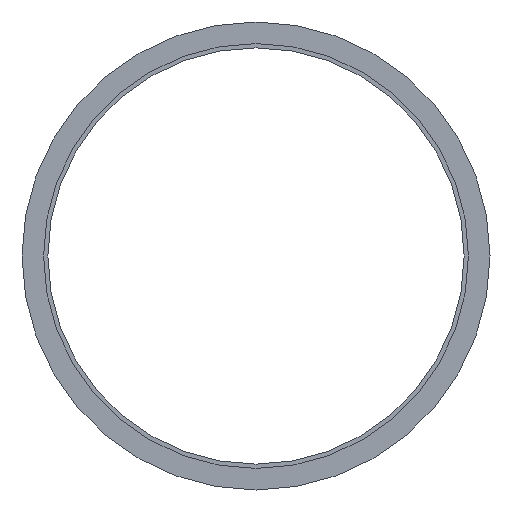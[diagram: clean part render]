
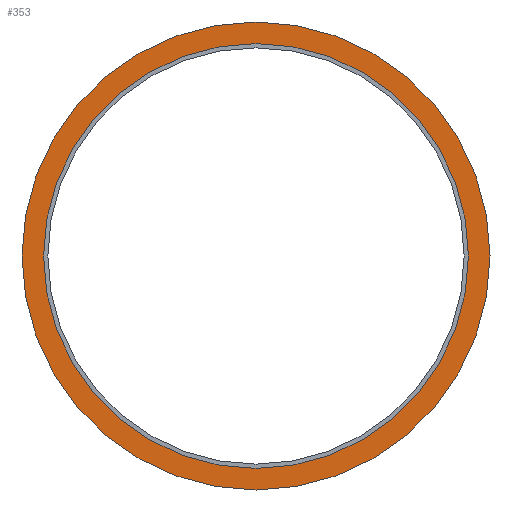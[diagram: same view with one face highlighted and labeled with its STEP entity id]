
A CAD part, front view. The second image highlights one B-rep face of the part: STEP entity #353.
In plain terms, the highlighted planar face has unit normal (0, -1, 0).
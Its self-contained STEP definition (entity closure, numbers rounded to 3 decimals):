
#21 = AXIS2_PLACEMENT_3D ( 'NONE', #707, #1258, #1031 ) ;
#53 = FACE_BOUND ( 'NONE', #1053, .T. ) ;
#60 = CARTESIAN_POINT ( 'NONE',  ( 0., 0., -47.5 ) ) ;
#61 = EDGE_CURVE ( 'NONE', #1253, #292, #560, .T. ) ;
#122 = ORIENTED_EDGE ( 'NONE', *, *, #61, .F. ) ;
#127 = EDGE_LOOP ( 'NONE', ( #1262, #122 ) ) ;
#160 = CARTESIAN_POINT ( 'NONE',  ( 0., 0., 0. ) ) ;
#292 = VERTEX_POINT ( 'NONE', #60 ) ;
#338 = DIRECTION ( 'NONE',  ( 0., 0., 1. ) ) ;
#353 = ADVANCED_FACE ( 'NONE', ( #1029, #53 ), #1256, .F. ) ;
#389 = DIRECTION ( 'NONE',  ( 0., 0., 1. ) ) ;
#448 = EDGE_CURVE ( 'NONE', #292, #1253, #648, .T. ) ;
#560 = CIRCLE ( 'NONE', #740, 47.5 ) ;
#581 = DIRECTION ( 'NONE',  ( 0., 1., 0. ) ) ;
#589 = CARTESIAN_POINT ( 'NONE',  ( 0., 0., -43.125 ) ) ;
#638 = EDGE_CURVE ( 'NONE', #1397, #937, #1043, .T. ) ;
#648 = CIRCLE ( 'NONE', #809, 47.5 ) ;
#683 = CARTESIAN_POINT ( 'NONE',  ( 0., 0., 43.125 ) ) ;
#705 = CARTESIAN_POINT ( 'NONE',  ( 0., 0., 0. ) ) ;
#707 = CARTESIAN_POINT ( 'NONE',  ( 0., 0., 0. ) ) ;
#740 = AXIS2_PLACEMENT_3D ( 'NONE', #899, #1222, #1343 ) ;
#809 = AXIS2_PLACEMENT_3D ( 'NONE', #1075, #1163, #389 ) ;
#841 = ORIENTED_EDGE ( 'NONE', *, *, #1379, .T. ) ;
#899 = CARTESIAN_POINT ( 'NONE',  ( 0., 0., 0. ) ) ;
#937 = VERTEX_POINT ( 'NONE', #589 ) ;
#947 = DIRECTION ( 'NONE',  ( 0., 1., 0. ) ) ;
#1021 = CIRCLE ( 'NONE', #1188, 43.125 ) ;
#1029 = FACE_OUTER_BOUND ( 'NONE', #127, .T. ) ;
#1031 = DIRECTION ( 'NONE',  ( 0., 0., 1. ) ) ;
#1043 = CIRCLE ( 'NONE', #21, 43.125 ) ;
#1053 = EDGE_LOOP ( 'NONE', ( #841, #1224 ) ) ;
#1075 = CARTESIAN_POINT ( 'NONE',  ( 0., 0., 0. ) ) ;
#1087 = AXIS2_PLACEMENT_3D ( 'NONE', #705, #947, #1185 ) ;
#1163 = DIRECTION ( 'NONE',  ( 0., 1., 0. ) ) ;
#1185 = DIRECTION ( 'NONE',  ( 0., 0., 1. ) ) ;
#1188 = AXIS2_PLACEMENT_3D ( 'NONE', #160, #581, #338 ) ;
#1222 = DIRECTION ( 'NONE',  ( 0., 1., 0. ) ) ;
#1224 = ORIENTED_EDGE ( 'NONE', *, *, #638, .T. ) ;
#1253 = VERTEX_POINT ( 'NONE', #1335 ) ;
#1256 = PLANE ( 'NONE',  #1087 ) ;
#1258 = DIRECTION ( 'NONE',  ( 0., 1., 0. ) ) ;
#1262 = ORIENTED_EDGE ( 'NONE', *, *, #448, .F. ) ;
#1335 = CARTESIAN_POINT ( 'NONE',  ( 0., 0., 47.5 ) ) ;
#1343 = DIRECTION ( 'NONE',  ( 0., 0., 1. ) ) ;
#1379 = EDGE_CURVE ( 'NONE', #937, #1397, #1021, .T. ) ;
#1397 = VERTEX_POINT ( 'NONE', #683 ) ;
